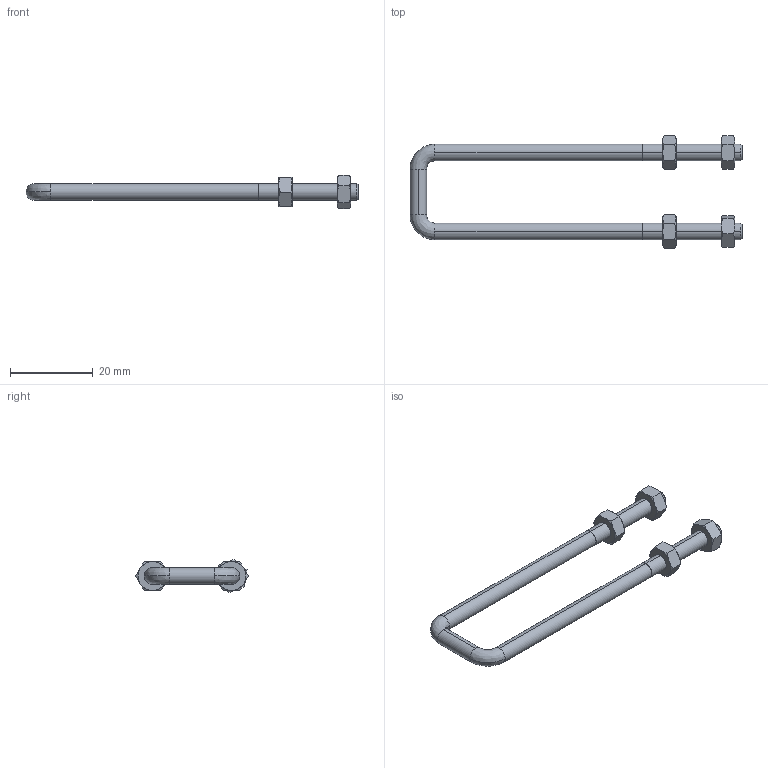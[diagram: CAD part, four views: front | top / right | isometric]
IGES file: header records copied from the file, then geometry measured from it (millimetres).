
Start section: SolidWorks IGES file using analytic representation for surfaces
Global section: file name: GH-40323-LUBSS.IGS; native system: SolidWorks 2016; preprocessor: SolidWorks 2016; author: LinWei; date: 180716.120656; units: millimetre
Bounding box: 80 x 27.08 x 7.99 mm (x, y, z)
Surface area: 2912.1 mm2 (no closed solid volume)
Topology: 0 solids, 0 shells, 136 faces, 1432 edges, 1432 vertices
Faces by surface type: revolution 94, bspline 42
